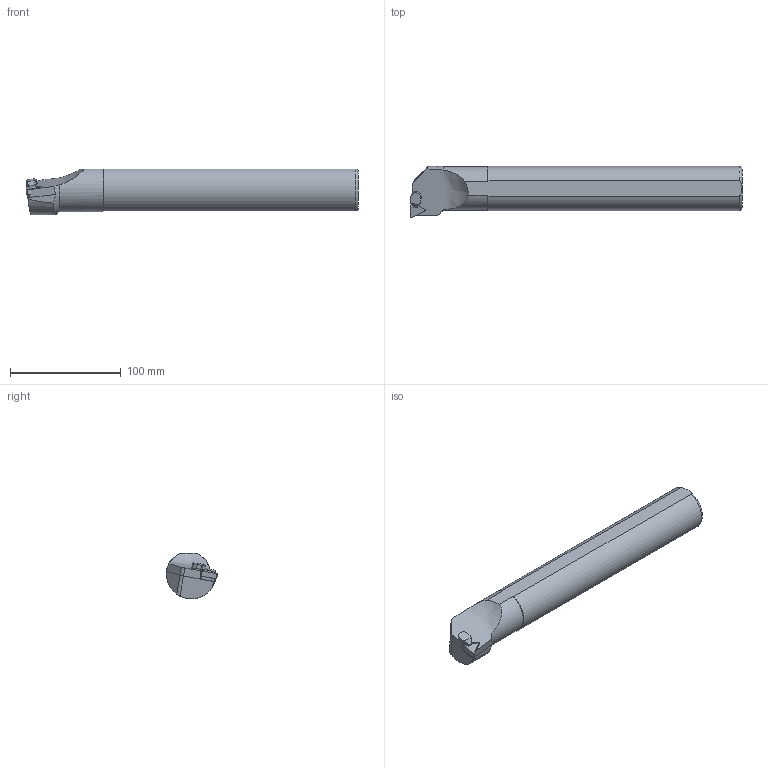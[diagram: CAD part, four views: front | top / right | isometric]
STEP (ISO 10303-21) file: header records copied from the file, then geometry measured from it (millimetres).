
FILE_DESCRIPTION(/* description */ (''),/* implementation_level */ '2;1');
FILE_NAME(/* name */ 'A40T-PTUNR-16C.stp',/* time_stamp */ '2023-10-20T15:24:16+03:00',/* author */ (''),/* organization */ (''),/* preprocessor_version */ 'ST-DEVELOPER v19.4',/* originating_system */ 'SIEMENS PLM Software NX2306.3001',/* authorisation */ '');
FILE_SCHEMA (('AUTOMOTIVE_DESIGN { 1 0 10303 214 3 1 1 1 }'));
Length unit declared in the file: millimetre
Products named in the file (1): A40T-PTUNR-16C
Bounding box: 299.93 x 46.48 x 41.24 mm (x, y, z)
Volume: 354467.1 mm3; surface area: 39839.6 mm2
Topology: 2 solids, 2 shells, 63 faces, 166 edges, 108 vertices
Faces by surface type: plane 34, cylinder 24, cone 3, bspline 1, torus 1
Entity records: 2302 total; most frequent: CARTESIAN_POINT 737, ORIENTED_EDGE 328, DIRECTION 311, EDGE_CURVE 164, AXIS2_PLACEMENT_3D 113, VERTEX_POINT 107, LINE 85, VECTOR 85
